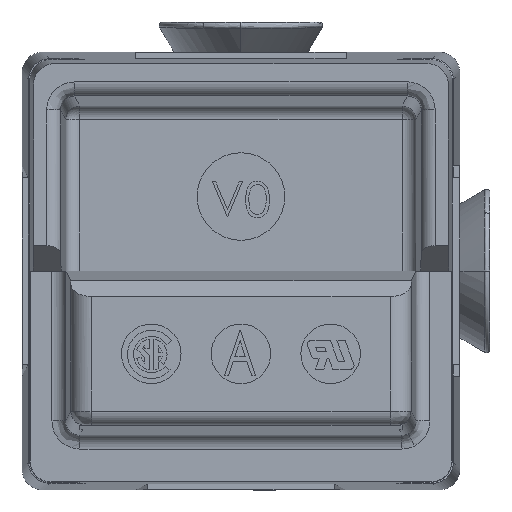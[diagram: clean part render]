
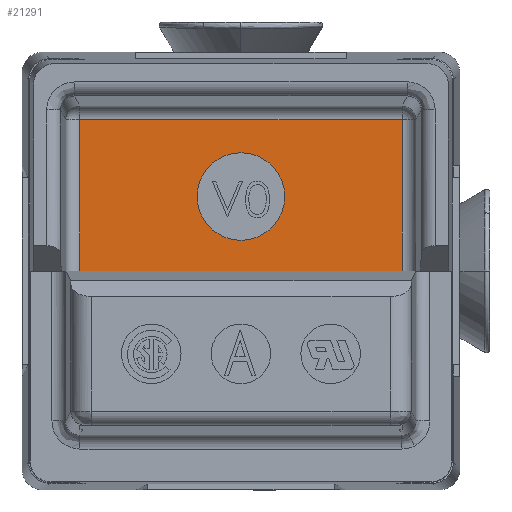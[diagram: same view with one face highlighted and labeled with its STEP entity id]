
A CAD part, front view. The second image highlights one B-rep face of the part: STEP entity #21291.
In plain terms, the highlighted planar face has unit normal (0, -1, 0).
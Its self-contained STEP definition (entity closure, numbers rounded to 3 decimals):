
#663 = CYLINDRICAL_SURFACE('',#664,1.588);
#664 = AXIS2_PLACEMENT_3D('',#665,#666,#667);
#665 = CARTESIAN_POINT('',(0.,-3.563,
    20.356));
#666 = DIRECTION('',(0.,-1.,0.));
#667 = DIRECTION('',(1.,0.,0.));
#688 = VERTEX_POINT('',#689);
#689 = CARTESIAN_POINT('',(-1.588,-3.69,20.356));
#703 = CYLINDRICAL_SURFACE('',#704,1.588);
#704 = AXIS2_PLACEMENT_3D('',#705,#706,#707);
#705 = CARTESIAN_POINT('',(0.,-3.563,
    20.356));
#706 = DIRECTION('',(0.,-1.,0.));
#707 = DIRECTION('',(1.,0.,0.));
#715 = EDGE_CURVE('',#716,#688,#718,.T.);
#716 = VERTEX_POINT('',#717);
#717 = CARTESIAN_POINT('',(1.588,-3.69,20.356));
#718 = SURFACE_CURVE('',#719,(#724,#731),.PCURVE_S1.);
#719 = CIRCLE('',#720,1.588);
#720 = AXIS2_PLACEMENT_3D('',#721,#722,#723);
#721 = CARTESIAN_POINT('',(0.,-3.69,
    20.356));
#722 = DIRECTION('',(0.,-1.,0.));
#723 = DIRECTION('',(1.,0.,0.));
#724 = PCURVE('',#663,#725);
#725 = DEFINITIONAL_REPRESENTATION('',(#726),#730);
#726 = LINE('',#727,#728);
#727 = CARTESIAN_POINT('',(0.,0.127));
#728 = VECTOR('',#729,1.);
#729 = DIRECTION('',(1.,0.));
#730 = ( GEOMETRIC_REPRESENTATION_CONTEXT(2) 
PARAMETRIC_REPRESENTATION_CONTEXT() REPRESENTATION_CONTEXT('2D SPACE',''
  ) );
#731 = PCURVE('',#732,#737);
#732 = PLANE('',#733);
#733 = AXIS2_PLACEMENT_3D('',#734,#735,#736);
#734 = CARTESIAN_POINT('',(-7.938,-3.69,47.214));
#735 = DIRECTION('',(0.,1.,0.));
#736 = DIRECTION('',(-1.,0.,0.));
#737 = DEFINITIONAL_REPRESENTATION('',(#738),#746);
#738 = ( BOUNDED_CURVE() B_SPLINE_CURVE(2,(#739,#740,#741,#742,#743,#744
,#745),.UNSPECIFIED.,.T.,.F.) B_SPLINE_CURVE_WITH_KNOTS((1,2,2,2,2,1),(
    -2.094,0.,2.094,4.189,6.283,
8.378),.UNSPECIFIED.) CURVE() GEOMETRIC_REPRESENTATION_ITEM() 
RATIONAL_B_SPLINE_CURVE((1.,0.5,1.,0.5,1.,0.5,1.)) REPRESENTATION_ITEM(
  '') );
#739 = CARTESIAN_POINT('',(-9.525,-26.857));
#740 = CARTESIAN_POINT('',(-9.525,-24.108));
#741 = CARTESIAN_POINT('',(-7.144,-25.483));
#742 = CARTESIAN_POINT('',(-4.763,-26.857));
#743 = CARTESIAN_POINT('',(-7.144,-28.232));
#744 = CARTESIAN_POINT('',(-9.525,-29.607));
#745 = CARTESIAN_POINT('',(-9.525,-26.857));
#746 = ( GEOMETRIC_REPRESENTATION_CONTEXT(2) 
PARAMETRIC_REPRESENTATION_CONTEXT() REPRESENTATION_CONTEXT('2D SPACE',''
  ) );
#19977 = EDGE_CURVE('',#688,#716,#19978,.T.);
#19978 = SURFACE_CURVE('',#19979,(#19984,#19991),.PCURVE_S1.);
#19979 = CIRCLE('',#19980,1.588);
#19980 = AXIS2_PLACEMENT_3D('',#19981,#19982,#19983);
#19981 = CARTESIAN_POINT('',(0.,-3.69,
    20.356));
#19982 = DIRECTION('',(0.,-1.,0.));
#19983 = DIRECTION('',(1.,0.,0.));
#19984 = PCURVE('',#703,#19985);
#19985 = DEFINITIONAL_REPRESENTATION('',(#19986),#19990);
#19986 = LINE('',#19987,#19988);
#19987 = CARTESIAN_POINT('',(0.,0.127));
#19988 = VECTOR('',#19989,1.);
#19989 = DIRECTION('',(1.,0.));
#19990 = ( GEOMETRIC_REPRESENTATION_CONTEXT(2) 
PARAMETRIC_REPRESENTATION_CONTEXT() REPRESENTATION_CONTEXT('2D SPACE',''
  ) );
#19991 = PCURVE('',#732,#19992);
#19992 = DEFINITIONAL_REPRESENTATION('',(#19993),#20001);
#19993 = ( BOUNDED_CURVE() B_SPLINE_CURVE(2,(#19994,#19995,#19996,#19997
    ,#19998,#19999,#20000),.UNSPECIFIED.,.T.,.F.) 
B_SPLINE_CURVE_WITH_KNOTS((1,2,2,2,2,1),(-2.094,0.,
    2.094,4.189,6.283,8.378),
.UNSPECIFIED.) CURVE() GEOMETRIC_REPRESENTATION_ITEM() 
RATIONAL_B_SPLINE_CURVE((1.,0.5,1.,0.5,1.,0.5,1.)) REPRESENTATION_ITEM(
  '') );
#19994 = CARTESIAN_POINT('',(-9.525,-26.857));
#19995 = CARTESIAN_POINT('',(-9.525,-24.108));
#19996 = CARTESIAN_POINT('',(-7.144,-25.483));
#19997 = CARTESIAN_POINT('',(-4.763,-26.857));
#19998 = CARTESIAN_POINT('',(-7.144,-28.232));
#19999 = CARTESIAN_POINT('',(-9.525,-29.607));
#20000 = CARTESIAN_POINT('',(-9.525,-26.857));
#20001 = ( GEOMETRIC_REPRESENTATION_CONTEXT(2) 
PARAMETRIC_REPRESENTATION_CONTEXT() REPRESENTATION_CONTEXT('2D SPACE',''
  ) );
#21259 = PLANE('',#21260);
#21260 = AXIS2_PLACEMENT_3D('',#21261,#21262,#21263);
#21261 = CARTESIAN_POINT('',(-6.541,-3.69,17.653));
#21262 = DIRECTION('',(0.,-0.026,1.));
#21263 = DIRECTION('',(1.,0.,0.));
#21291 = ADVANCED_FACE('',(#21292,#21401),#732,.F.);
#21292 = FACE_BOUND('',#21293,.T.);
#21293 = EDGE_LOOP('',(#21294,#21324,#21352,#21375));
#21294 = ORIENTED_EDGE('',*,*,#21295,.T.);
#21295 = EDGE_CURVE('',#21296,#21298,#21300,.T.);
#21296 = VERTEX_POINT('',#21297);
#21297 = CARTESIAN_POINT('',(5.847,-3.69,
    23.137));
#21298 = VERTEX_POINT('',#21299);
#21299 = CARTESIAN_POINT('',(-5.847,-3.69,
    23.137));
#21300 = SURFACE_CURVE('',#21301,(#21305,#21312),.PCURVE_S1.);
#21301 = LINE('',#21302,#21303);
#21302 = CARTESIAN_POINT('',(-6.348,-3.69,
    23.137));
#21303 = VECTOR('',#21304,1.);
#21304 = DIRECTION('',(-1.,0.,0.));
#21305 = PCURVE('',#732,#21306);
#21306 = DEFINITIONAL_REPRESENTATION('',(#21307),#21311);
#21307 = LINE('',#21308,#21309);
#21308 = CARTESIAN_POINT('',(-1.589,-24.077));
#21309 = VECTOR('',#21310,1.);
#21310 = DIRECTION('',(1.,0.));
#21311 = ( GEOMETRIC_REPRESENTATION_CONTEXT(2) 
PARAMETRIC_REPRESENTATION_CONTEXT() REPRESENTATION_CONTEXT('2D SPACE',''
  ) );
#21312 = PCURVE('',#21313,#21318);
#21313 = CYLINDRICAL_SURFACE('',#21314,0.508);
#21314 = AXIS2_PLACEMENT_3D('',#21315,#21316,#21317);
#21315 = CARTESIAN_POINT('',(-7.938,-4.198,23.137));
#21316 = DIRECTION('',(-1.,0.,0.));
#21317 = DIRECTION('',(0.,-1.,0.));
#21318 = DEFINITIONAL_REPRESENTATION('',(#21319),#21323);
#21319 = LINE('',#21320,#21321);
#21320 = CARTESIAN_POINT('',(3.142,-1.589));
#21321 = VECTOR('',#21322,1.);
#21322 = DIRECTION('',(0.,1.));
#21323 = ( GEOMETRIC_REPRESENTATION_CONTEXT(2) 
PARAMETRIC_REPRESENTATION_CONTEXT() REPRESENTATION_CONTEXT('2D SPACE',''
  ) );
#21324 = ORIENTED_EDGE('',*,*,#21325,.T.);
#21325 = EDGE_CURVE('',#21298,#21326,#21328,.T.);
#21326 = VERTEX_POINT('',#21327);
#21327 = CARTESIAN_POINT('',(-5.847,-3.69,
    17.653));
#21328 = SURFACE_CURVE('',#21329,(#21333,#21340),.PCURVE_S1.);
#21329 = LINE('',#21330,#21331);
#21330 = CARTESIAN_POINT('',(-5.847,-3.69,
    17.653));
#21331 = VECTOR('',#21332,1.);
#21332 = DIRECTION('',(0.,0.,-1.));
#21333 = PCURVE('',#732,#21334);
#21334 = DEFINITIONAL_REPRESENTATION('',(#21335),#21339);
#21335 = LINE('',#21336,#21337);
#21336 = CARTESIAN_POINT('',(-2.091,-29.56));
#21337 = VECTOR('',#21338,1.);
#21338 = DIRECTION('',(0.,-1.));
#21339 = ( GEOMETRIC_REPRESENTATION_CONTEXT(2) 
PARAMETRIC_REPRESENTATION_CONTEXT() REPRESENTATION_CONTEXT('2D SPACE',''
  ) );
#21340 = PCURVE('',#21341,#21346);
#21341 = CYLINDRICAL_SURFACE('',#21342,0.508);
#21342 = AXIS2_PLACEMENT_3D('',#21343,#21344,#21345);
#21343 = CARTESIAN_POINT('',(-5.847,-4.198,
    47.214));
#21344 = DIRECTION('',(0.,0.,-1.));
#21345 = DIRECTION('',(-1.,0.,0.));
#21346 = DEFINITIONAL_REPRESENTATION('',(#21347),#21351);
#21347 = LINE('',#21348,#21349);
#21348 = CARTESIAN_POINT('',(1.571,29.56));
#21349 = VECTOR('',#21350,1.);
#21350 = DIRECTION('',(0.,1.));
#21351 = ( GEOMETRIC_REPRESENTATION_CONTEXT(2) 
PARAMETRIC_REPRESENTATION_CONTEXT() REPRESENTATION_CONTEXT('2D SPACE',''
  ) );
#21352 = ORIENTED_EDGE('',*,*,#21353,.T.);
#21353 = EDGE_CURVE('',#21326,#21354,#21356,.T.);
#21354 = VERTEX_POINT('',#21355);
#21355 = CARTESIAN_POINT('',(5.847,-3.69,
    17.653));
#21356 = SURFACE_CURVE('',#21357,(#21361,#21368),.PCURVE_S1.);
#21357 = LINE('',#21358,#21359);
#21358 = CARTESIAN_POINT('',(-6.541,-3.69,17.653));
#21359 = VECTOR('',#21360,1.);
#21360 = DIRECTION('',(1.,0.,0.));
#21361 = PCURVE('',#732,#21362);
#21362 = DEFINITIONAL_REPRESENTATION('',(#21363),#21367);
#21363 = LINE('',#21364,#21365);
#21364 = CARTESIAN_POINT('',(-1.397,-29.56));
#21365 = VECTOR('',#21366,1.);
#21366 = DIRECTION('',(-1.,0.));
#21367 = ( GEOMETRIC_REPRESENTATION_CONTEXT(2) 
PARAMETRIC_REPRESENTATION_CONTEXT() REPRESENTATION_CONTEXT('2D SPACE',''
  ) );
#21368 = PCURVE('',#21259,#21369);
#21369 = DEFINITIONAL_REPRESENTATION('',(#21370),#21374);
#21370 = LINE('',#21371,#21372);
#21371 = CARTESIAN_POINT('',(0.,0.));
#21372 = VECTOR('',#21373,1.);
#21373 = DIRECTION('',(1.,0.));
#21374 = ( GEOMETRIC_REPRESENTATION_CONTEXT(2) 
PARAMETRIC_REPRESENTATION_CONTEXT() REPRESENTATION_CONTEXT('2D SPACE',''
  ) );
#21375 = ORIENTED_EDGE('',*,*,#21376,.T.);
#21376 = EDGE_CURVE('',#21354,#21296,#21377,.T.);
#21377 = SURFACE_CURVE('',#21378,(#21382,#21389),.PCURVE_S1.);
#21378 = LINE('',#21379,#21380);
#21379 = CARTESIAN_POINT('',(5.847,-3.69,
    23.632));
#21380 = VECTOR('',#21381,1.);
#21381 = DIRECTION('',(0.,0.,1.));
#21382 = PCURVE('',#732,#21383);
#21383 = DEFINITIONAL_REPRESENTATION('',(#21384),#21388);
#21384 = LINE('',#21385,#21386);
#21385 = CARTESIAN_POINT('',(-13.784,-23.582));
#21386 = VECTOR('',#21387,1.);
#21387 = DIRECTION('',(0.,1.));
#21388 = ( GEOMETRIC_REPRESENTATION_CONTEXT(2) 
PARAMETRIC_REPRESENTATION_CONTEXT() REPRESENTATION_CONTEXT('2D SPACE',''
  ) );
#21389 = PCURVE('',#21390,#21395);
#21390 = CYLINDRICAL_SURFACE('',#21391,0.508);
#21391 = AXIS2_PLACEMENT_3D('',#21392,#21393,#21394);
#21392 = CARTESIAN_POINT('',(5.847,-4.198,
    47.214));
#21393 = DIRECTION('',(0.,0.,1.));
#21394 = DIRECTION('',(1.,0.,0.));
#21395 = DEFINITIONAL_REPRESENTATION('',(#21396),#21400);
#21396 = LINE('',#21397,#21398);
#21397 = CARTESIAN_POINT('',(1.571,-23.582));
#21398 = VECTOR('',#21399,1.);
#21399 = DIRECTION('',(0.,1.));
#21400 = ( GEOMETRIC_REPRESENTATION_CONTEXT(2) 
PARAMETRIC_REPRESENTATION_CONTEXT() REPRESENTATION_CONTEXT('2D SPACE',''
  ) );
#21401 = FACE_BOUND('',#21402,.T.);
#21402 = EDGE_LOOP('',(#21403,#21404));
#21403 = ORIENTED_EDGE('',*,*,#715,.F.);
#21404 = ORIENTED_EDGE('',*,*,#19977,.F.);
